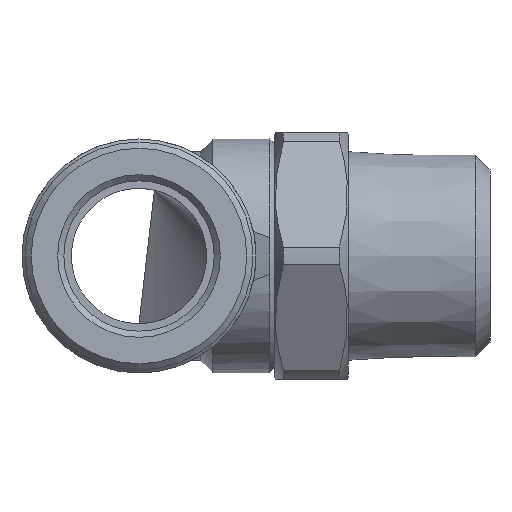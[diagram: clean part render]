
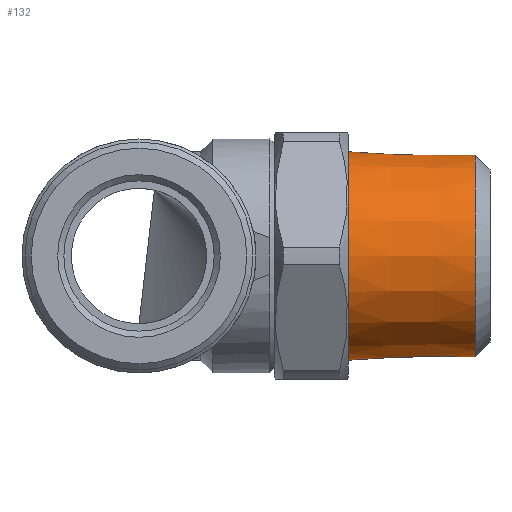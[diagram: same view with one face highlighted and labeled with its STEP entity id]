
A CAD part, left-side view. The second image highlights one B-rep face of the part: STEP entity #132.
In plain terms, the highlighted conical face has half-angle 1.47 degrees and reference radius 8.462 mm.
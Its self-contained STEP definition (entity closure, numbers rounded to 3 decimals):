
#132 = ADVANCED_FACE( 'NONE', ( #283, #284 ), #285, .T. );
#283 = FACE_OUTER_BOUND( '', #481, .T. );
#284 = FACE_BOUND( '', #482, .T. );
#285 = CONICAL_SURFACE( '', #483, 8.462, 0.026 );
#481 = EDGE_LOOP( '', ( #949 ) );
#482 = EDGE_LOOP( '', ( #950 ) );
#483 = AXIS2_PLACEMENT_3D( '', #951, #952, #953 );
#949 = ORIENTED_EDGE( '', *, *, #1159, .T. );
#950 = ORIENTED_EDGE( '', *, *, #1108, .F. );
#951 = CARTESIAN_POINT( '', ( 0., 11.5, 0. ) );
#952 = DIRECTION( '', ( 0., 1., 0. ) );
#953 = DIRECTION( '', ( -1., 0., 0. ) );
#1108 = EDGE_CURVE( 'NONE', #1498, #1498, #1499, .T. );
#1159 = EDGE_CURVE( 'NONE', #1595, #1595, #1596, .T. );
#1498 = VERTEX_POINT( '', #2024 );
#1499 = CIRCLE( '', #2025, 8.198 );
#1595 = VERTEX_POINT( '', #2224 );
#1596 = CIRCLE( '', #2225, 8.462 );
#2024 = CARTESIAN_POINT( '', ( 8.198, 1.2, 0. ) );
#2025 = AXIS2_PLACEMENT_3D( '', #2492, #2493, #2494 );
#2224 = CARTESIAN_POINT( '', ( 8.462, 11.5, 0. ) );
#2225 = AXIS2_PLACEMENT_3D( '', #2592, #2593, #2594 );
#2492 = CARTESIAN_POINT( '', ( 0., 1.2, 0. ) );
#2493 = DIRECTION( '', ( 0., -1., 0. ) );
#2494 = DIRECTION( '', ( 1., 0., 0. ) );
#2592 = CARTESIAN_POINT( '', ( 0., 11.5, 0. ) );
#2593 = DIRECTION( '', ( 0., -1., 0. ) );
#2594 = DIRECTION( '', ( 1., 0., 0. ) );
